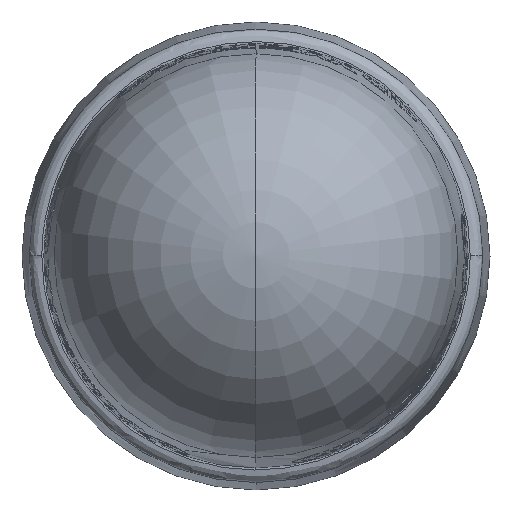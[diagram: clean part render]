
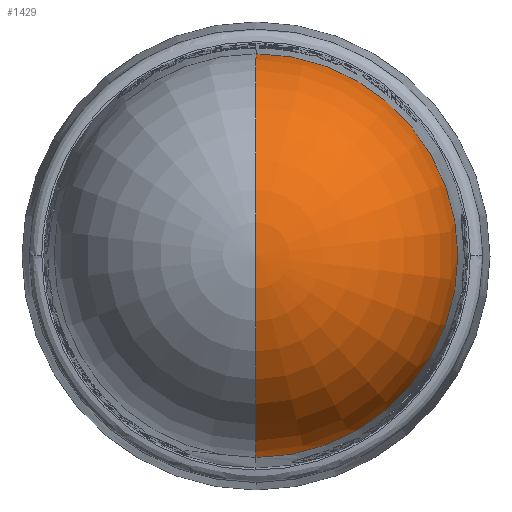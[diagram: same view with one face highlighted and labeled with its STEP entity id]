
A CAD part, top view. The second image highlights one B-rep face of the part: STEP entity #1429.
In plain terms, the highlighted toroidal (fillet/blend) face has major radius 0.112 mm and minor radius 32.5 mm.
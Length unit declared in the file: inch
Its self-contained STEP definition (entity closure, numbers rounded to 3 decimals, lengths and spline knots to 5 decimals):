
#537 = CARTESIAN_POINT ( 'NONE',  ( 0., 0.00441, 1.81419 ) ) ;
#1429 = ADVANCED_FACE ( 'NONE', ( #20895 ), #1791, .T. ) ;
#1508 = CARTESIAN_POINT ( 'NONE',  ( 0., 1.27913, 1.92494 ) ) ;
#1791 = TOROIDAL_SURFACE ( 'NONE', #8684, 0.00441, 1.27953 ) ;
#2239 = DIRECTION ( 'NONE',  ( 0., 0., 1. ) ) ;
#2684 = DIRECTION ( 'NONE',  ( 0., 0., -1. ) ) ;
#2915 = AXIS2_PLACEMENT_3D ( 'NONE', #537, #15520, #2684 ) ;
#3353 = CARTESIAN_POINT ( 'NONE',  ( 0., 0., 1.81419 ) ) ;
#6683 = EDGE_CURVE ( 'NONE', #26079, #14141, #26389, .T. ) ;
#6731 = CIRCLE ( 'NONE', #2915, 1.27953 ) ;
#8684 = AXIS2_PLACEMENT_3D ( 'NONE', #3353, #26956, #14144 ) ;
#8721 = CARTESIAN_POINT ( 'NONE',  ( 0., -0.00441, 1.81419 ) ) ;
#9797 = AXIS2_PLACEMENT_3D ( 'NONE', #8721, #23774, #10900 ) ;
#10900 = DIRECTION ( 'NONE',  ( 0., 0., 1. ) ) ;
#13771 = EDGE_CURVE ( 'NONE', #26079, #24922, #26146, .T. ) ;
#14141 = VERTEX_POINT ( 'NONE', #19274 ) ;
#14144 = DIRECTION ( 'NONE',  ( 0., -1., 0. ) ) ;
#15082 = CARTESIAN_POINT ( 'NONE',  ( 0., 0., 1.92494 ) ) ;
#15520 = DIRECTION ( 'NONE',  ( 1., 0., 0. ) ) ;
#17227 = DIRECTION ( 'NONE',  ( 0., -1., 0. ) ) ;
#18877 = CARTESIAN_POINT ( 'NONE',  ( 0., -1.27913, 1.92494 ) ) ;
#19274 = CARTESIAN_POINT ( 'NONE',  ( 0., 0., 3.09371 ) ) ;
#20895 = FACE_OUTER_BOUND ( 'NONE', #24380, .T. ) ;
#21764 = EDGE_CURVE ( 'NONE', #24922, #14141, #6731, .T. ) ;
#22907 = ORIENTED_EDGE ( 'NONE', *, *, #21764, .T. ) ;
#23236 = ORIENTED_EDGE ( 'NONE', *, *, #13771, .T. ) ;
#23570 = AXIS2_PLACEMENT_3D ( 'NONE', #15082, #2239, #17227 ) ;
#23774 = DIRECTION ( 'NONE',  ( -1., 0., 0. ) ) ;
#24380 = EDGE_LOOP ( 'NONE', ( #23236, #22907, #25916 ) ) ;
#24922 = VERTEX_POINT ( 'NONE', #1508 ) ;
#25916 = ORIENTED_EDGE ( 'NONE', *, *, #6683, .F. ) ;
#26079 = VERTEX_POINT ( 'NONE', #18877 ) ;
#26146 = CIRCLE ( 'NONE', #23570, 1.27913 ) ;
#26389 = CIRCLE ( 'NONE', #9797, 1.27953 ) ;
#26956 = DIRECTION ( 'NONE',  ( 0., 0., 1. ) ) ;
